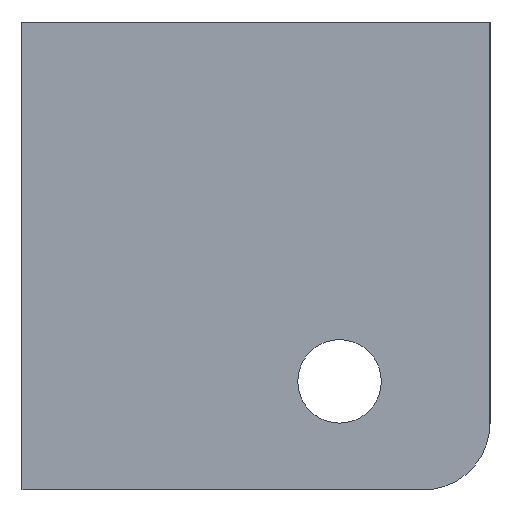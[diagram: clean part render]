
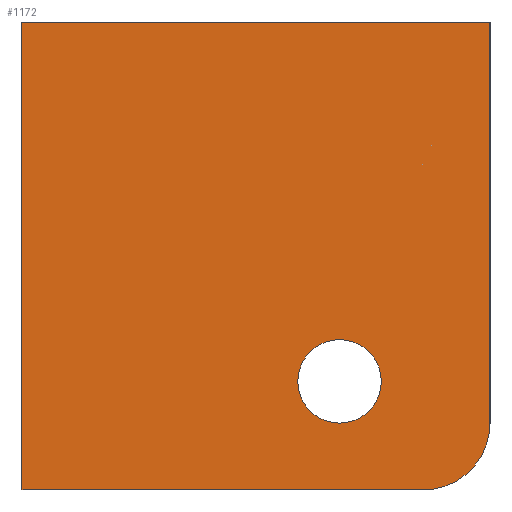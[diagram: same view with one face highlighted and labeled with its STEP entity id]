
A CAD part, left-side view. The second image highlights one B-rep face of the part: STEP entity #1172.
In plain terms, the highlighted planar face has unit normal (-1, 0, 0).
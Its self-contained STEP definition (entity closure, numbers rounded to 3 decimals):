
#12 = LINE ( 'NONE', #133, #532 ) ;
#36 = AXIS2_PLACEMENT_3D ( 'NONE', #797, #1209, #592 ) ;
#72 = CARTESIAN_POINT ( 'NONE',  ( -2., 0., 4. ) ) ;
#75 = DIRECTION ( 'NONE',  ( 0., 0., 1. ) ) ;
#82 = FACE_OUTER_BOUND ( 'NONE', #453, .T. ) ;
#86 = EDGE_LOOP ( 'NONE', ( #1225, #235 ) ) ;
#102 = VECTOR ( 'NONE', #264, 1000. ) ;
#133 = CARTESIAN_POINT ( 'NONE',  ( -2., 28., 28. ) ) ;
#174 = LINE ( 'NONE', #892, #102 ) ;
#176 = CARTESIAN_POINT ( 'NONE',  ( -2., 28., 0. ) ) ;
#235 = ORIENTED_EDGE ( 'NONE', *, *, #715, .F. ) ;
#264 = DIRECTION ( 'NONE',  ( 0., 0., 1. ) ) ;
#285 = CARTESIAN_POINT ( 'NONE',  ( -2., 9., 4. ) ) ;
#289 = LINE ( 'NONE', #703, #300 ) ;
#300 = VECTOR ( 'NONE', #1119, 1000. ) ;
#329 = ORIENTED_EDGE ( 'NONE', *, *, #928, .F. ) ;
#335 = CARTESIAN_POINT ( 'NONE',  ( -2., 23., 0. ) ) ;
#366 = DIRECTION ( 'NONE',  ( -1., 0., 0. ) ) ;
#386 = CARTESIAN_POINT ( 'NONE',  ( -2., 0., 28. ) ) ;
#406 = AXIS2_PLACEMENT_3D ( 'NONE', #1327, #476, #816 ) ;
#447 = ORIENTED_EDGE ( 'NONE', *, *, #1156, .F. ) ;
#453 = EDGE_LOOP ( 'NONE', ( #525, #329, #447, #1072, #981 ) ) ;
#459 = VERTEX_POINT ( 'NONE', #176 ) ;
#476 = DIRECTION ( 'NONE',  ( -1., 0., 0. ) ) ;
#492 = PLANE ( 'NONE',  #406 ) ;
#511 = CIRCLE ( 'NONE', #36, 4. ) ;
#525 = ORIENTED_EDGE ( 'NONE', *, *, #729, .T. ) ;
#532 = VECTOR ( 'NONE', #863, 1000. ) ;
#540 = CARTESIAN_POINT ( 'NONE',  ( -2., 28., 28. ) ) ;
#592 = DIRECTION ( 'NONE',  ( 0., 0., 1. ) ) ;
#646 = VECTOR ( 'NONE', #1263, 1000. ) ;
#651 = VERTEX_POINT ( 'NONE', #828 ) ;
#680 = CARTESIAN_POINT ( 'NONE',  ( -2., 9., 6.5 ) ) ;
#703 = CARTESIAN_POINT ( 'NONE',  ( -2., 28., 0. ) ) ;
#715 = EDGE_CURVE ( 'NONE', #774, #1346, #1298, .T. ) ;
#729 = EDGE_CURVE ( 'NONE', #1066, #1138, #174, .T. ) ;
#746 = DIRECTION ( 'NONE',  ( -1., 0., 0. ) ) ;
#758 = DIRECTION ( 'NONE',  ( 0., 0., 1. ) ) ;
#761 = CARTESIAN_POINT ( 'NONE',  ( -2., 9., 6.5 ) ) ;
#774 = VERTEX_POINT ( 'NONE', #285 ) ;
#780 = AXIS2_PLACEMENT_3D ( 'NONE', #680, #366, #75 ) ;
#792 = EDGE_CURVE ( 'NONE', #651, #1066, #511, .T. ) ;
#796 = EDGE_CURVE ( 'NONE', #1346, #774, #1106, .T. ) ;
#797 = CARTESIAN_POINT ( 'NONE',  ( -2., 4., 4. ) ) ;
#800 = AXIS2_PLACEMENT_3D ( 'NONE', #761, #746, #758 ) ;
#816 = DIRECTION ( 'NONE',  ( 0., 0., 1. ) ) ;
#828 = CARTESIAN_POINT ( 'NONE',  ( -2., 4., 0. ) ) ;
#863 = DIRECTION ( 'NONE',  ( 0., -1., 0. ) ) ;
#892 = CARTESIAN_POINT ( 'NONE',  ( -2., 0., 4. ) ) ;
#928 = EDGE_CURVE ( 'NONE', #1260, #1138, #12, .T. ) ;
#981 = ORIENTED_EDGE ( 'NONE', *, *, #792, .T. ) ;
#1003 = FACE_BOUND ( 'NONE', #86, .T. ) ;
#1039 = LINE ( 'NONE', #335, #646 ) ;
#1066 = VERTEX_POINT ( 'NONE', #72 ) ;
#1072 = ORIENTED_EDGE ( 'NONE', *, *, #1289, .T. ) ;
#1106 = CIRCLE ( 'NONE', #800, 2.5 ) ;
#1119 = DIRECTION ( 'NONE',  ( 0., 0., 1. ) ) ;
#1138 = VERTEX_POINT ( 'NONE', #386 ) ;
#1156 = EDGE_CURVE ( 'NONE', #459, #1260, #289, .T. ) ;
#1172 = ADVANCED_FACE ( 'NONE', ( #82, #1003 ), #492, .T. ) ;
#1183 = CARTESIAN_POINT ( 'NONE',  ( -2., 9., 9. ) ) ;
#1209 = DIRECTION ( 'NONE',  ( -1., 0., 0. ) ) ;
#1225 = ORIENTED_EDGE ( 'NONE', *, *, #796, .F. ) ;
#1260 = VERTEX_POINT ( 'NONE', #540 ) ;
#1263 = DIRECTION ( 'NONE',  ( 0., -1., 0. ) ) ;
#1289 = EDGE_CURVE ( 'NONE', #459, #651, #1039, .T. ) ;
#1298 = CIRCLE ( 'NONE', #780, 2.5 ) ;
#1327 = CARTESIAN_POINT ( 'NONE',  ( -2., 4., 4. ) ) ;
#1346 = VERTEX_POINT ( 'NONE', #1183 ) ;
